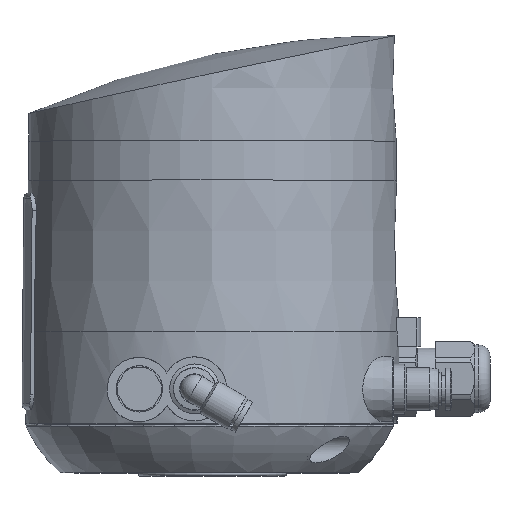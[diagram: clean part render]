
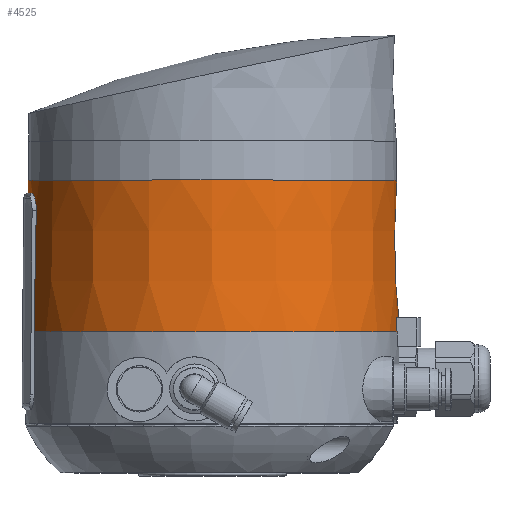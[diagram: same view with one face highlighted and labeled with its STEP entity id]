
A CAD part, top view. The second image highlights one B-rep face of the part: STEP entity #4525.
In plain terms, the highlighted conical face has half-angle 1 degrees and reference radius 51.756 mm.
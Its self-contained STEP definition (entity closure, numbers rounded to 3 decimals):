
#23=CONICAL_SURFACE('',#4801,51.756,0.017);
#518=CIRCLE('',#4748,52.5);
#519=CIRCLE('',#4749,52.5);
#559=CIRCLE('',#4802,52.43);
#560=CIRCLE('',#4803,51.819);
#561=CIRCLE('',#4804,51.756);
#854=ORIENTED_EDGE('',*,*,#1688,.T.);
#855=ORIENTED_EDGE('',*,*,#1689,.F.);
#856=ORIENTED_EDGE('',*,*,#1606,.F.);
#857=ORIENTED_EDGE('',*,*,#1690,.F.);
#858=ORIENTED_EDGE('',*,*,#1691,.F.);
#859=ORIENTED_EDGE('',*,*,#1692,.F.);
#860=ORIENTED_EDGE('',*,*,#1693,.F.);
#861=ORIENTED_EDGE('',*,*,#1694,.F.);
#862=ORIENTED_EDGE('',*,*,#1600,.F.);
#863=ORIENTED_EDGE('',*,*,#1695,.F.);
#864=ORIENTED_EDGE('',*,*,#1696,.T.);
#1600=EDGE_CURVE('',#2023,#2024,#518,.T.);
#1606=EDGE_CURVE('',#2029,#2021,#519,.T.);
#1688=EDGE_CURVE('',#2095,#2096,#559,.T.);
#1689=EDGE_CURVE('',#2021,#2096,#2326,.T.);
#1690=EDGE_CURVE('',#2097,#2029,#2327,.T.);
#1691=EDGE_CURVE('',#2098,#2097,#2328,.T.);
#1692=EDGE_CURVE('',#2099,#2098,#560,.F.);
#1693=EDGE_CURVE('',#2100,#2099,#2329,.T.);
#1694=EDGE_CURVE('',#2024,#2100,#2330,.T.);
#1695=EDGE_CURVE('',#2095,#2023,#2331,.T.);
#1696=EDGE_CURVE('',#2101,#2101,#561,.T.);
#2021=VERTEX_POINT('',#6356);
#2023=VERTEX_POINT('',#6360);
#2024=VERTEX_POINT('',#6362);
#2029=VERTEX_POINT('',#6386);
#2095=VERTEX_POINT('',#6675);
#2096=VERTEX_POINT('',#6676);
#2097=VERTEX_POINT('',#6685);
#2098=VERTEX_POINT('',#6691);
#2099=VERTEX_POINT('',#6693);
#2100=VERTEX_POINT('',#6699);
#2101=VERTEX_POINT('',#6709);
#2326=B_SPLINE_CURVE_WITH_KNOTS('',3,(#6677,#6678,#6679,#6680),
 .UNSPECIFIED.,.F.,.F.,(4,4),(0.,0.004),
 .UNSPECIFIED.);
#2327=B_SPLINE_CURVE_WITH_KNOTS('',3,(#6681,#6682,#6683,#6684),
 .UNSPECIFIED.,.F.,.F.,(4,4),(0.034,0.068),
 .UNSPECIFIED.);
#2328=B_SPLINE_CURVE_WITH_KNOTS('',3,(#6686,#6687,#6688,#6689,#6690),
 .UNSPECIFIED.,.F.,.F.,(4,1,4),(0.,0.004,
0.008),.UNSPECIFIED.);
#2329=B_SPLINE_CURVE_WITH_KNOTS('',3,(#6694,#6695,#6696,#6697,#6698),
 .UNSPECIFIED.,.F.,.F.,(4,1,4),(0.,0.004,
0.008),.UNSPECIFIED.);
#2330=B_SPLINE_CURVE_WITH_KNOTS('',3,(#6700,#6701,#6702,#6703),
 .UNSPECIFIED.,.F.,.F.,(4,4),(0.034,0.068),
 .UNSPECIFIED.);
#2331=B_SPLINE_CURVE_WITH_KNOTS('',3,(#6704,#6705,#6706,#6707),
 .UNSPECIFIED.,.F.,.F.,(4,4),(0.,0.004),
 .UNSPECIFIED.);
#2407=EDGE_LOOP('',(#854,#855,#856,#857,#858,#859,#860,#861,#862,#863));
#2408=EDGE_LOOP('',(#864));
#2715=FACE_BOUND('',#2407,.T.);
#2716=FACE_BOUND('',#2408,.T.);
#4525=ADVANCED_FACE('',(#2715,#2716),#23,.T.);
#4748=AXIS2_PLACEMENT_3D('',#6361,#5195,#5196);
#4749=AXIS2_PLACEMENT_3D('',#6387,#5199,#5200);
#4801=AXIS2_PLACEMENT_3D('',#6673,#5330,#5331);
#4802=AXIS2_PLACEMENT_3D('',#6674,#5332,#5333);
#4803=AXIS2_PLACEMENT_3D('',#6692,#5334,#5335);
#4804=AXIS2_PLACEMENT_3D('',#6708,#5336,#5337);
#5195=DIRECTION('',(0.,-1.,0.));
#5196=DIRECTION('',(0.,0.,-1.));
#5199=DIRECTION('',(0.,-1.,0.));
#5200=DIRECTION('',(0.,0.,-1.));
#5330=DIRECTION('',(0.,-1.,0.));
#5331=DIRECTION('',(0.,0.,-1.));
#5332=DIRECTION('',(0.,1.,0.));
#5333=DIRECTION('',(0.,0.,1.));
#5334=DIRECTION('',(0.,1.,0.));
#5335=DIRECTION('',(0.,0.,1.));
#5336=DIRECTION('',(0.,-1.,0.));
#5337=DIRECTION('',(0.,0.,-1.));
#6356=CARTESIAN_POINT('',(51.875,39.6,-8.075));
#6360=CARTESIAN_POINT('',(51.875,39.6,8.075));
#6361=CARTESIAN_POINT('',(0.,39.6,0.));
#6362=CARTESIAN_POINT('',(-50.098,39.6,15.7));
#6386=CARTESIAN_POINT('',(-50.098,39.6,-15.7));
#6387=CARTESIAN_POINT('',(0.,39.6,0.));
#6673=CARTESIAN_POINT('',(0.,82.2,0.));
#6674=CARTESIAN_POINT('',(0.,43.6,0.));
#6675=CARTESIAN_POINT('',(51.792,43.6,8.158));
#6676=CARTESIAN_POINT('',(51.792,43.6,-8.158));
#6677=CARTESIAN_POINT('',(51.875,39.6,-8.075));
#6678=CARTESIAN_POINT('',(51.847,40.933,-8.103));
#6679=CARTESIAN_POINT('',(51.82,42.267,-8.13));
#6680=CARTESIAN_POINT('',(51.792,43.6,-8.158));
#6681=CARTESIAN_POINT('',(-49.475,73.6,-15.7));
#6682=CARTESIAN_POINT('',(-49.683,62.267,-15.7));
#6683=CARTESIAN_POINT('',(-49.89,50.933,-15.7));
#6684=CARTESIAN_POINT('',(-50.098,39.6,-15.7));
#6685=CARTESIAN_POINT('',(-49.475,73.6,-15.7));
#6686=CARTESIAN_POINT('',(-50.703,78.6,-10.7));
#6687=CARTESIAN_POINT('',(-50.426,78.6,-12.011));
#6688=CARTESIAN_POINT('',(-49.779,77.548,-14.567));
#6689=CARTESIAN_POINT('',(-49.451,74.941,-15.7));
#6690=CARTESIAN_POINT('',(-49.475,73.6,-15.7));
#6691=CARTESIAN_POINT('',(-50.703,78.6,-10.7));
#6692=CARTESIAN_POINT('',(0.,78.6,0.));
#6693=CARTESIAN_POINT('',(-50.703,78.6,10.7));
#6694=CARTESIAN_POINT('',(-49.475,73.6,15.7));
#6695=CARTESIAN_POINT('',(-49.451,74.94,15.7));
#6696=CARTESIAN_POINT('',(-49.778,77.544,14.572));
#6697=CARTESIAN_POINT('',(-50.426,78.6,12.011));
#6698=CARTESIAN_POINT('',(-50.703,78.6,10.7));
#6699=CARTESIAN_POINT('',(-49.475,73.6,15.7));
#6700=CARTESIAN_POINT('',(-50.098,39.6,15.7));
#6701=CARTESIAN_POINT('',(-49.89,50.933,15.7));
#6702=CARTESIAN_POINT('',(-49.683,62.267,15.7));
#6703=CARTESIAN_POINT('',(-49.475,73.6,15.7));
#6704=CARTESIAN_POINT('',(51.792,43.6,8.158));
#6705=CARTESIAN_POINT('',(51.82,42.267,8.13));
#6706=CARTESIAN_POINT('',(51.847,40.933,8.103));
#6707=CARTESIAN_POINT('',(51.875,39.6,8.075));
#6708=CARTESIAN_POINT('',(0.,82.2,0.));
#6709=CARTESIAN_POINT('',(0.,82.2,-51.756));
